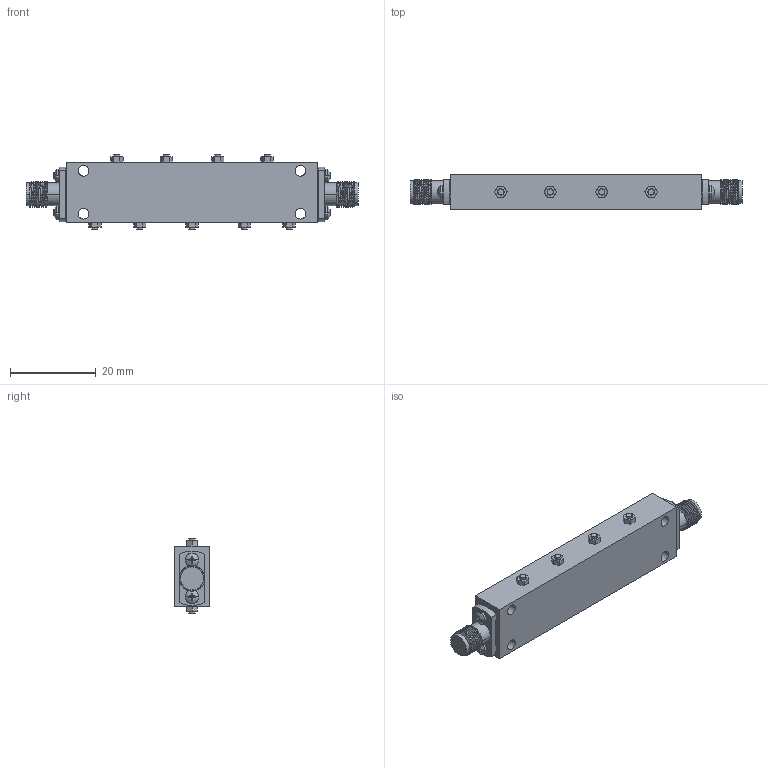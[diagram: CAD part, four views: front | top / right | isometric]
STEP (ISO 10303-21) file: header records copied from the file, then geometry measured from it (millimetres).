
FILE_DESCRIPTION (( 'STEP AP214' ), '1' );
FILE_NAME ('CF-B7-X3.STEP', '2025-10-07T16:25:30', ( '' ), ( '' ), 'SwSTEP 2.0', 'SolidWorks 2021', '' );
FILE_SCHEMA (( 'AUTOMOTIVE_DESIGN' ));
Length unit declared in the file: inch
Products named in the file (1): CF-B7-X3
Bounding box: 77.3 x 8 x 17.3 mm (x, y, z)
Volume: 7078.9 mm3; surface area: 3931 mm2
Topology: 1 solids, 12 shells, 457 faces, 1142 edges, 729 vertices
Faces by surface type: plane 168, cylinder 133, cone 104, bspline 28, torus 16, sphere 8
Entity records: 23448 total; most frequent: CARTESIAN_POINT 6938, ORIENTED_EDGE 2284, DIRECTION 2149, EDGE_CURVE 1142, AXIS2_PLACEMENT_3D 833, VERTEX_POINT 729, EDGE_LOOP 511, VECTOR 483
